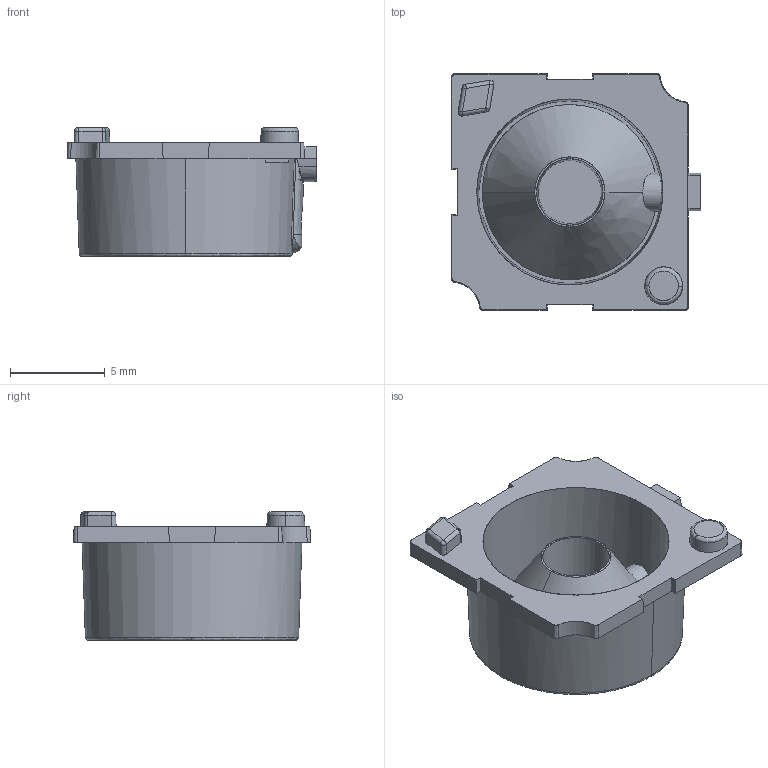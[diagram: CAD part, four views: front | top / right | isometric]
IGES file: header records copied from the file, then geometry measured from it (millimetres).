
Start section: SolidWorks IGES file using analytic representation for surfaces
Global section: file name: 10770_iss3_17-11-2011.IGS; native system: SolidWorks 2013; preprocessor: SolidWorks 2013; author: BercotB; date: 131024.144831; units: millimetre
Bounding box: 13.15 x 12.5 x 6.8 mm (x, y, z)
Surface area: 772.9 mm2 (no closed solid volume)
Topology: 0 solids, 0 shells, 94 faces, 1021 edges, 1019 vertices
Faces by surface type: bspline 67, revolution 27
